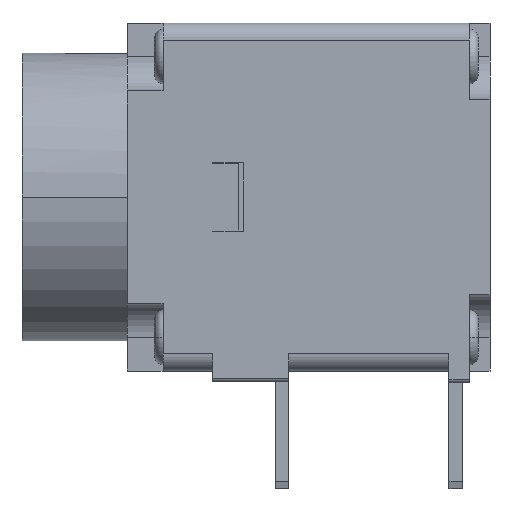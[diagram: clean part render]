
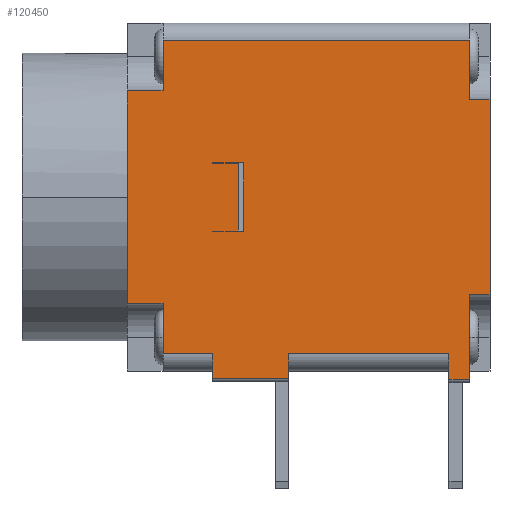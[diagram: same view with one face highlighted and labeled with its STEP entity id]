
A CAD part, left-side view. The second image highlights one B-rep face of the part: STEP entity #120450.
In plain terms, the highlighted face is planar.
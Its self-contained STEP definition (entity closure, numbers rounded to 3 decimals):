
#9080=CARTESIAN_POINT('',(-0.5,-2.85,5.08));
#9090=VERTEX_POINT('',#9080);
#9120=CARTESIAN_POINT('',(3.04,-2.85,5.08));
#9130=DIRECTION('',(-1.,0.,0.));
#9140=VECTOR('',#9130,1.);
#9150=LINE('',#9120,#9140);
#9160=CARTESIAN_POINT('',(0.1,-2.85,5.08));
#9170=VERTEX_POINT('',#9160);
#9180=EDGE_CURVE('',#9170,#9090,#9150,.T.);
#9900=CARTESIAN_POINT('',(0.1,3.266,5.08));
#9910=DIRECTION('',(0.,-1.,0.));
#9920=VECTOR('',#9910,1.);
#9930=LINE('',#9900,#9920);
#9940=CARTESIAN_POINT('',(0.1,-4.58,
5.08));
#9950=VERTEX_POINT('',#9940);
#9960=EDGE_CURVE('',#9170,#9950,#9930,.T.);
#11320=CARTESIAN_POINT('',(-0.5,2.85,5.08));
#11330=VERTEX_POINT('',#11320);
#11500=CARTESIAN_POINT('',(0.1,2.85,5.08));
#11510=VERTEX_POINT('',#11500);
#11540=CARTESIAN_POINT('',(3.04,2.85,5.08));
#11550=DIRECTION('',(1.,0.,0.));
#11560=VECTOR('',#11550,1.);
#11570=LINE('',#11540,#11560);
#11580=EDGE_CURVE('',#11330,#11510,#11570,.T.);
#17220=CARTESIAN_POINT('',(0.7,4.58,5.08));
#17230=VERTEX_POINT('',#17220);
#17280=CARTESIAN_POINT('',(0.7,3.266,5.08));
#17290=DIRECTION('',(0.,1.,0.));
#17300=VECTOR('',#17290,1.);
#17310=LINE('',#17280,#17300);
#17320=CARTESIAN_POINT('',(0.7,5.32,5.08));
#17330=VERTEX_POINT('',#17320);
#17340=EDGE_CURVE('',#17230,#17330,#17310,.T.);
#21060=CARTESIAN_POINT('',(3.04,5.32,5.08));
#21070=DIRECTION('',(-1.,0.,0.));
#21080=VECTOR('',#21070,1.);
#21090=LINE('',#21060,#21080);
#21100=CARTESIAN_POINT('',(0.1,5.32,5.08));
#21110=VERTEX_POINT('',#21100);
#21120=EDGE_CURVE('',#17330,#21110,#21090,.T.);
#27810=CARTESIAN_POINT('',(9.05,4.58,
5.08));
#27820=VERTEX_POINT('',#27810);
#27850=CARTESIAN_POINT('',(7.6,4.58,
5.08));
#27860=DIRECTION('',(1.,0.,0.));
#27870=VECTOR('',#27860,1.);
#27880=LINE('',#27850,#27870);
#27890=CARTESIAN_POINT('',(7.6,4.58,
5.08));
#27900=VERTEX_POINT('',#27890);
#27910=EDGE_CURVE('',#27900,#27820,#27880,.T.);
#45820=CARTESIAN_POINT('',(-0.5,3.266,5.08));
#45830=DIRECTION('',(0.,-1.,0.));
#45840=VECTOR('',#45830,1.);
#45850=LINE('',#45820,#45840);
#45860=EDGE_CURVE('',#11330,#9090,#45850,.T.);
#92080=CARTESIAN_POINT('',(7.6,1.,5.08));
#92090=VERTEX_POINT('',#92080);
#92260=CARTESIAN_POINT('',(6.7,1.,5.08));
#92270=VERTEX_POINT('',#92260);
#92300=CARTESIAN_POINT('',(7.6,1.,5.08));
#92310=DIRECTION('',(-1.,0.,0.));
#92320=VECTOR('',#92310,1.);
#92330=LINE('',#92300,#92320);
#92340=EDGE_CURVE('',#92090,#92270,#92330,.T.);
#92810=CARTESIAN_POINT('',(5.38,5.29,5.08));
#92820=VERTEX_POINT('',#92810);
#93000=CARTESIAN_POINT('',(7.6,5.29,5.08));
#93010=VERTEX_POINT('',#93000);
#93040=CARTESIAN_POINT('',(7.6,5.29,5.08));
#93050=DIRECTION('',(-1.,0.,0.));
#93060=VECTOR('',#93050,1.);
#93070=LINE('',#93040,#93060);
#93080=EDGE_CURVE('',#93010,#92820,#93070,.T.);
#94260=CARTESIAN_POINT('',(7.6,-1.,5.08));
#94270=VERTEX_POINT('',#94260);
#94300=CARTESIAN_POINT('',(7.6,-1.,5.08));
#94310=DIRECTION('',(1.,0.,0.));
#94320=VECTOR('',#94310,1.);
#94330=LINE('',#94300,#94320);
#94340=CARTESIAN_POINT('',(6.7,-1.,5.08));
#94350=VERTEX_POINT('',#94340);
#94360=EDGE_CURVE('',#94350,#94270,#94330,.T.);
#102180=CARTESIAN_POINT('',(6.7,5.08,5.08));
#102190=DIRECTION('',(0.,1.,0.));
#102200=VECTOR('',#102190,1.);
#102210=LINE('',#102180,#102200);
#102220=EDGE_CURVE('',#94350,#92270,#102210,.T.);
#104200=CARTESIAN_POINT('',(7.6,-5.08,5.08));
#104210=DIRECTION('',(0.,1.,0.));
#104220=VECTOR('',#104210,1.);
#104230=LINE('',#104200,#104220);
#104240=EDGE_CURVE('',#27900,#93010,#104230,.T.);
#105310=CARTESIAN_POINT('',(7.6,5.08,
5.08));
#105320=DIRECTION('',(0.,-1.,0.));
#105330=VECTOR('',#105320,1.);
#105340=LINE('',#105310,#105330);
#105350=CARTESIAN_POINT('',(7.6,0.99,
5.08));
#105360=VERTEX_POINT('',#105350);
#105370=EDGE_CURVE('',#92090,#105360,#105340,.T.);
#107320=CARTESIAN_POINT('',(7.6,0.99,
5.08));
#107330=DIRECTION('',(1.,0.,0.));
#107340=VECTOR('',#107330,1.);
#107350=LINE('',#107320,#107340);
#107360=CARTESIAN_POINT('',(6.85,0.99,
5.08));
#107370=VERTEX_POINT('',#107360);
#107380=EDGE_CURVE('',#107370,#105360,#107350,.T.);
#108280=CARTESIAN_POINT('',(6.85,5.08,
5.08));
#108290=DIRECTION('',(0.,1.,0.));
#108300=VECTOR('',#108290,1.);
#108310=LINE('',#108280,#108300);
#108320=CARTESIAN_POINT('',(6.85,-0.99,
5.08));
#108330=VERTEX_POINT('',#108320);
#108340=EDGE_CURVE('',#108330,#107370,#108310,.T.);
#109420=CARTESIAN_POINT('',(9.05,-3.1,
5.08));
#109430=VERTEX_POINT('',#109420);
#109780=CARTESIAN_POINT('',(9.05,-4.58,
5.08));
#109790=VERTEX_POINT('',#109780);
#109820=CARTESIAN_POINT('',(9.05,5.08,
5.08));
#109830=DIRECTION('',(0.,-1.,0.));
#109840=VECTOR('',#109830,1.);
#109850=LINE('',#109820,#109840);
#109860=EDGE_CURVE('',#109430,#109790,#109850,.T.);
#115170=CARTESIAN_POINT('',(10.1,-3.1,5.08));
#115180=VERTEX_POINT('',#115170);
#115300=CARTESIAN_POINT('',(7.6,-3.1,
5.08));
#115310=DIRECTION('',(1.,0.,0.));
#115320=VECTOR('',#115310,1.);
#115330=LINE('',#115300,#115320);
#115340=EDGE_CURVE('',#109430,#115180,#115330,.T.);
#115500=CARTESIAN_POINT('',(10.1,3.1,5.08));
#115510=VERTEX_POINT('',#115500);
#115540=CARTESIAN_POINT('',(7.6,3.1,
5.08));
#115550=DIRECTION('',(-1.,0.,0.));
#115560=VECTOR('',#115550,1.);
#115570=LINE('',#115540,#115560);
#115580=CARTESIAN_POINT('',(9.05,3.1,
5.08));
#115590=VERTEX_POINT('',#115580);
#115600=EDGE_CURVE('',#115510,#115590,#115570,.T.);
#116470=CARTESIAN_POINT('',(7.6,-0.99,
5.08));
#116480=VERTEX_POINT('',#116470);
#116510=EDGE_CURVE('',#116480,#94270,#105340,.T.);
#116670=CARTESIAN_POINT('',(7.6,-0.99,
5.08));
#116680=DIRECTION('',(1.,0.,0.));
#116690=VECTOR('',#116680,1.);
#116700=LINE('',#116670,#116690);
#116710=EDGE_CURVE('',#108330,#116480,#116700,.T.);
#119780=CARTESIAN_POINT('',(3.04,5.08,5.08));
#119790=DIRECTION('',(0.,0.,1.));
#119800=DIRECTION('',(0.,-1.,0.));
#119810=AXIS2_PLACEMENT_3D('',#119780,#119790,#119800);
#119820=PLANE('',#119810);
#119830=ORIENTED_EDGE('',*,*,#102220,.T.);
#119840=ORIENTED_EDGE('',*,*,#94360,.F.);
#119850=ORIENTED_EDGE('',*,*,#116510,.T.);
#119860=ORIENTED_EDGE('',*,*,#116710,.T.);
#119870=ORIENTED_EDGE('',*,*,#108340,.F.);
#119880=ORIENTED_EDGE('',*,*,#107380,.F.);
#119890=ORIENTED_EDGE('',*,*,#105370,.T.);
#119900=ORIENTED_EDGE('',*,*,#92340,.F.);
#119910=EDGE_LOOP('',(#119900,#119890,#119880,#119870,#119860,#119850,
#119840,#119830));
#119920=FACE_BOUND('',#119910,.T.);
#119930=ORIENTED_EDGE('',*,*,#27910,.F.);
#119940=CARTESIAN_POINT('',(9.05,5.08,
5.08));
#119950=DIRECTION('',(0.,-1.,0.));
#119960=VECTOR('',#119950,1.);
#119970=LINE('',#119940,#119960);
#119980=EDGE_CURVE('',#27820,#115590,#119970,.T.);
#119990=ORIENTED_EDGE('',*,*,#119980,.F.);
#120000=ORIENTED_EDGE('',*,*,#115600,.T.);
#120010=CARTESIAN_POINT('',(10.1,5.08,5.08));
#120020=DIRECTION('',(0.,-1.,0.));
#120030=VECTOR('',#120020,1.);
#120040=LINE('',#120010,#120030);
#120050=EDGE_CURVE('',#115510,#115180,#120040,.T.);
#120060=ORIENTED_EDGE('',*,*,#120050,.F.);
#120070=ORIENTED_EDGE('',*,*,#115340,.T.);
#120080=ORIENTED_EDGE('',*,*,#109860,.F.);
#120090=CARTESIAN_POINT('',(7.6,-4.58,
5.08));
#120100=DIRECTION('',(-1.,0.,0.));
#120110=VECTOR('',#120100,1.);
#120120=LINE('',#120090,#120110);
#120130=EDGE_CURVE('',#109790,#9950,#120120,.T.);
#120140=ORIENTED_EDGE('',*,*,#120130,.F.);
#120150=ORIENTED_EDGE('',*,*,#9960,.T.);
#120160=ORIENTED_EDGE('',*,*,#9180,.F.);
#120170=ORIENTED_EDGE('',*,*,#45860,.T.);
#120180=ORIENTED_EDGE('',*,*,#11580,.F.);
#120190=CARTESIAN_POINT('',(0.1,3.266,5.08));
#120200=DIRECTION('',(0.,-1.,0.));
#120210=VECTOR('',#120200,1.);
#120220=LINE('',#120190,#120210);
#120230=EDGE_CURVE('',#21110,#11510,#120220,.T.);
#120240=ORIENTED_EDGE('',*,*,#120230,.T.);
#120250=ORIENTED_EDGE('',*,*,#21120,.T.);
#120260=ORIENTED_EDGE('',*,*,#17340,.T.);
#120270=CARTESIAN_POINT('',(3.04,4.58,5.08));
#120280=DIRECTION('',(-1.,0.,0.));
#120290=VECTOR('',#120280,1.);
#120300=LINE('',#120270,#120290);
#120310=CARTESIAN_POINT('',(5.38,4.58,5.08));
#120320=VERTEX_POINT('',#120310);
#120330=EDGE_CURVE('',#120320,#17230,#120300,.T.);
#120340=ORIENTED_EDGE('',*,*,#120330,.T.);
#120350=CARTESIAN_POINT('',(5.38,5.08,5.08));
#120360=DIRECTION('',(0.,-1.,0.));
#120370=VECTOR('',#120360,1.);
#120380=LINE('',#120350,#120370);
#120390=EDGE_CURVE('',#92820,#120320,#120380,.T.);
#120400=ORIENTED_EDGE('',*,*,#120390,.T.);
#120410=ORIENTED_EDGE('',*,*,#93080,.T.);
#120420=ORIENTED_EDGE('',*,*,#104240,.T.);
#120430=EDGE_LOOP('',(#120420,#120410,#120400,#120340,#120260,#120250,
#120240,#120180,#120170,#120160,#120150,#120140,#120080,#120070,#120060,
#120000,#119990,#119930));
#120440=FACE_OUTER_BOUND('',#120430,.T.);
#120450=ADVANCED_FACE('',(#119920,#120440),#119820,.T.);
